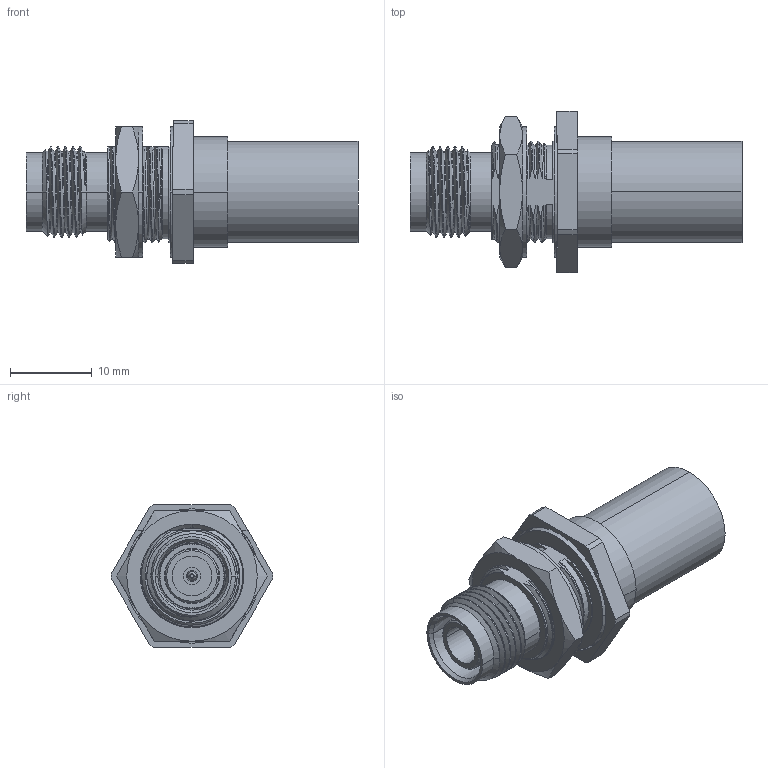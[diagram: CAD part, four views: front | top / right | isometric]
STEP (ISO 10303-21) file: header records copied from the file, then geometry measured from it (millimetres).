
FILE_DESCRIPTION((''),'2;1');
FILE_NAME('31-6877','2020-04-24T',('Viji'),(''),'CREO PARAMETRIC BY PTC INC, 2018360','CREO PARAMETRIC BY PTC INC, 2018360','');
FILE_SCHEMA(('CONFIG_CONTROL_DESIGN'));
Length unit declared in the file: inch
Products named in the file (1): 31-6877
Bounding box: 40.73 x 19.8 x 17.46 mm (x, y, z)
Volume: 4249.7 mm3; surface area: 3812.4 mm2
Topology: 1 solids, 1 shells, 493 faces, 1409 edges, 928 vertices
Faces by surface type: plane 240, cone 114, cylinder 95, bspline 44
Entity records: 24398 total; most frequent: CARTESIAN_POINT 11913, ORIENTED_EDGE 2818, DIRECTION 2339, EDGE_CURVE 1409, VERTEX_POINT 928, AXIS2_PLACEMENT_3D 813, VECTOR 713, LINE 713
